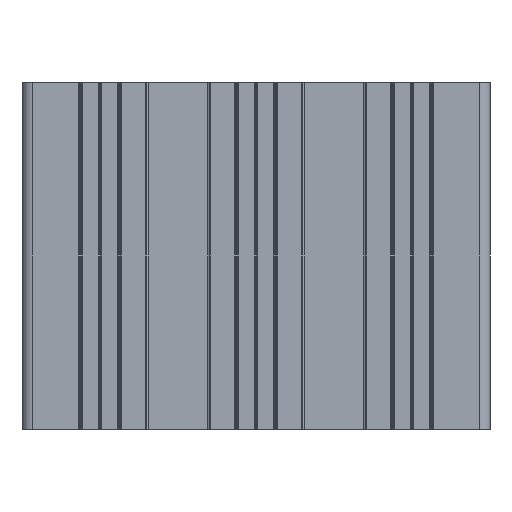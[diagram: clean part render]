
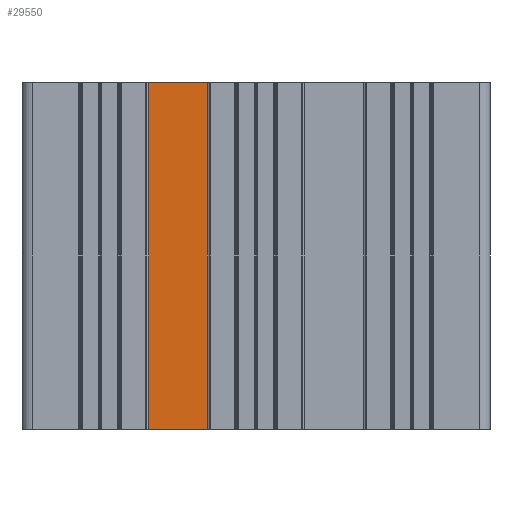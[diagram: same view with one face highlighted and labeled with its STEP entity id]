
A CAD part, left-side view. The second image highlights one B-rep face of the part: STEP entity #29550.
In plain terms, the highlighted planar face has unit normal (-1, 0, 0).
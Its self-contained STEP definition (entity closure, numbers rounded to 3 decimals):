
#1821 = PLANE ( 'NONE',  #34191 ) ;
#2283 = LINE ( 'NONE', #29014, #14500 ) ;
#3129 = CARTESIAN_POINT ( 'NONE',  ( 63.882, 297.007, 100. ) ) ;
#4233 = ORIENTED_EDGE ( 'NONE', *, *, #14414, .T. ) ;
#5129 = ORIENTED_EDGE ( 'NONE', *, *, #5781, .F. ) ;
#5362 = ORIENTED_EDGE ( 'NONE', *, *, #13776, .F. ) ;
#5781 = EDGE_CURVE ( 'NONE', #10399, #8122, #2283, .T. ) ;
#8122 = VERTEX_POINT ( 'NONE', #24736 ) ;
#10399 = VERTEX_POINT ( 'NONE', #16352 ) ;
#10682 = EDGE_CURVE ( 'NONE', #22537, #8122, #16202, .T. ) ;
#11157 = CARTESIAN_POINT ( 'NONE',  ( 63.882, 0., 100. ) ) ;
#11972 = LINE ( 'NONE', #29708, #12920 ) ;
#12920 = VECTOR ( 'NONE', #33241, 1000. ) ;
#13776 = EDGE_CURVE ( 'NONE', #32364, #10399, #11972, .T. ) ;
#14414 = EDGE_CURVE ( 'NONE', #32364, #22537, #23209, .T. ) ;
#14500 = VECTOR ( 'NONE', #16004, 1000. ) ;
#16004 = DIRECTION ( 'NONE',  ( 0., 0., -1. ) ) ;
#16202 = LINE ( 'NONE', #26986, #18070 ) ;
#16352 = CARTESIAN_POINT ( 'NONE',  ( 63.882, 280.007, 100. ) ) ;
#17450 = CARTESIAN_POINT ( 'NONE',  ( 63.882, 297.007, 100. ) ) ;
#18070 = VECTOR ( 'NONE', #36024, 1000. ) ;
#22439 = FACE_OUTER_BOUND ( 'NONE', #23538, .T. ) ;
#22537 = VERTEX_POINT ( 'NONE', #34679 ) ;
#23209 = LINE ( 'NONE', #3129, #38192 ) ;
#23538 = EDGE_LOOP ( 'NONE', ( #28670, #5129, #5362, #4233 ) ) ;
#24293 = DIRECTION ( 'NONE',  ( 0., 0., -1. ) ) ;
#24736 = CARTESIAN_POINT ( 'NONE',  ( 63.882, 280.007, 0. ) ) ;
#25844 = DIRECTION ( 'NONE',  ( 1., 0., 0. ) ) ;
#25975 = DIRECTION ( 'NONE',  ( 0., 0., -1. ) ) ;
#26986 = CARTESIAN_POINT ( 'NONE',  ( 63.882, 0., 0. ) ) ;
#28670 = ORIENTED_EDGE ( 'NONE', *, *, #10682, .T. ) ;
#29014 = CARTESIAN_POINT ( 'NONE',  ( 63.882, 280.007, 100. ) ) ;
#29550 = ADVANCED_FACE ( 'NONE', ( #22439 ), #1821, .F. ) ;
#29708 = CARTESIAN_POINT ( 'NONE',  ( 63.882, 0., 100. ) ) ;
#32364 = VERTEX_POINT ( 'NONE', #17450 ) ;
#33241 = DIRECTION ( 'NONE',  ( 0., -1., 0. ) ) ;
#34191 = AXIS2_PLACEMENT_3D ( 'NONE', #11157, #25844, #25975 ) ;
#34679 = CARTESIAN_POINT ( 'NONE',  ( 63.882, 297.007, 0. ) ) ;
#36024 = DIRECTION ( 'NONE',  ( 0., -1., 0. ) ) ;
#38192 = VECTOR ( 'NONE', #24293, 1000. ) ;
